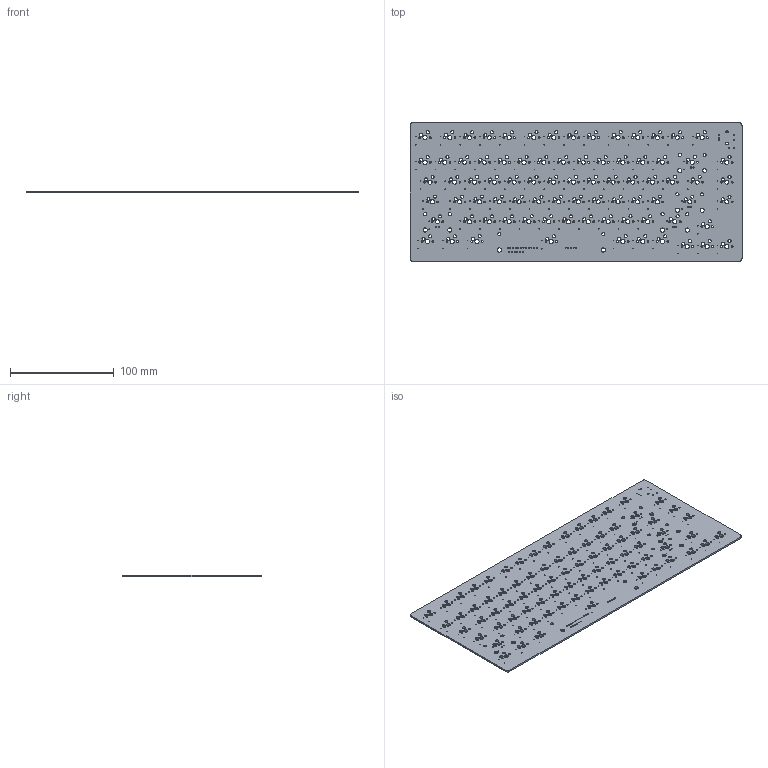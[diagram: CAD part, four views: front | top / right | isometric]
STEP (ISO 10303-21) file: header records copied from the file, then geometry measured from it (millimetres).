
FILE_DESCRIPTION(('KiCad electronic assembly'),'2;1');
FILE_NAME('step file pcb.step','2023-03-25T20:02:16',('Pcbnew'),('Kicad' ),'Open CASCADE STEP processor 7.6','KiCad to STEP converter', 'Unknown');
FILE_SCHEMA(('AUTOMOTIVE_DESIGN { 1 0 10303 214 1 1 1 1 }'));
Length unit declared in the file: millimetre
Products named in the file (2): step file pcb 1; PCB
Assembly tree (1 placements, depth 2):
  step file pcb 1
    PCB
Bounding box: 319.56 x 133.75 x 1.6 mm (x, y, z)
Volume: 63852.2 mm3; surface area: 87860.6 mm2
Topology: 1 solids, 1 shells, 747 faces, 2235 edges, 1490 vertices
Faces by surface type: cylinder 625, plane 122
Full cylindrical faces by diameter (mm): 0.7 x162, 1 x28, 1.2 x8, 1.4 x2, 1.702 x162, 3 x162, 3.048 x2, 3.05 x8, 3.988 x83, 4 x8
Entity records: 61219 total; most frequent: CARTESIAN_POINT 16444, DIRECTION 8203, ORIENTED_EDGE 4470, PCURVE 4470, DEFINITIONAL_REPRESENTATION 4470, LINE 4205, VECTOR 4205, EDGE_CURVE 2235
